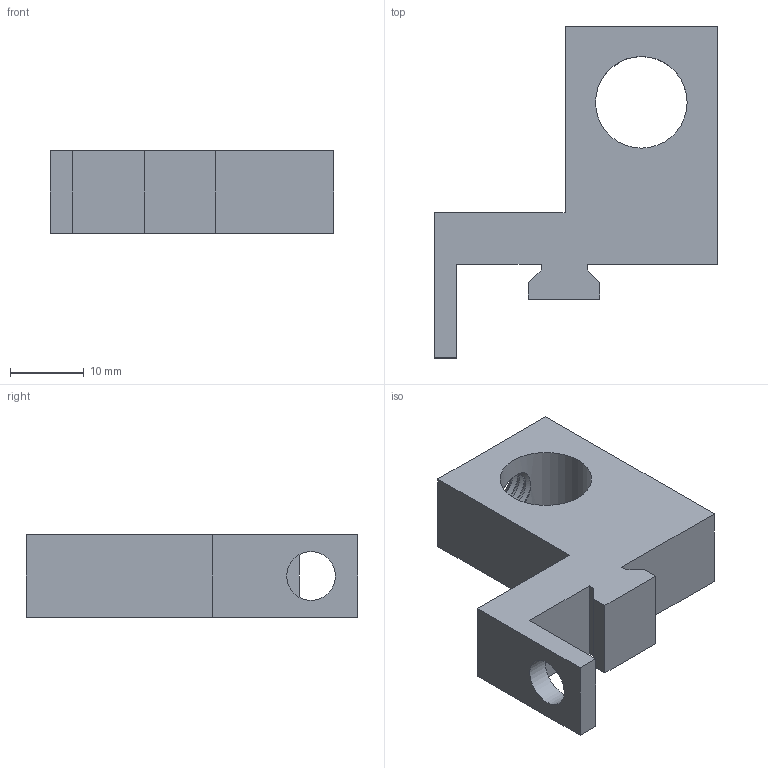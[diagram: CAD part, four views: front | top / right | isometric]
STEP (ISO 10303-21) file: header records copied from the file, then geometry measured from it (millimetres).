
FILE_DESCRIPTION(/* description */ (''),/* implementation_level */ '2;1');
FILE_NAME(/* name */ 'Laser Mount.step',/* time_stamp */ '2021-01-29T17:49:37-06:00',/* author */ (''),/* organization */ (''),/* preprocessor_version */ 'ST-DEVELOPER v18.1',/* originating_system */ 'Autodesk Translation Framework v9.7.1.1290',/* authorisation */ '');
FILE_SCHEMA (('AUTOMOTIVE_DESIGN { 1 0 10303 214 3 1 1 }'));
Length unit declared in the file: millimetre
Products named in the file (1): Laser Mount
Bounding box: 38.53 x 45.13 x 11.25 mm (x, y, z)
Volume: 8240 mm3; surface area: 4050.6 mm2
Topology: 1 solids, 1 shells, 30 faces, 96 edges, 68 vertices
Faces by surface type: plane 19, cylinder 8, bspline 2, cone 1
Full cylindrical faces by diameter (mm): 5.518 x2, 6.604 x1, 12.46 x1
Entity records: 3241 total; most frequent: CARTESIAN_POINT 2386, ORIENTED_EDGE 192, DIRECTION 133, EDGE_CURVE 96, VERTEX_POINT 68, LINE 55, VECTOR 55, AXIS2_PLACEMENT_3D 39
